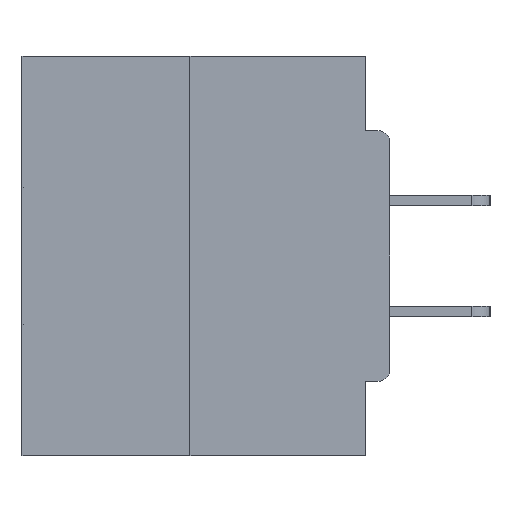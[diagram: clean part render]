
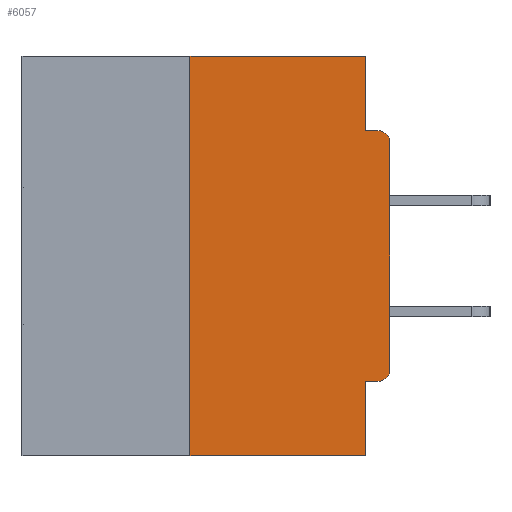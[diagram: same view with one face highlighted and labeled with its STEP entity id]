
A CAD part, left-side view. The second image highlights one B-rep face of the part: STEP entity #6057.
In plain terms, the highlighted planar face has unit normal (-1, 0, 0).
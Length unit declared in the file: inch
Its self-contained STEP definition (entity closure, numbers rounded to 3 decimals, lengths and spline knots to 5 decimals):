
#168 = EDGE_CURVE ( 'NONE', #21660, #28915, #32228, .T. ) ;
#243 = AXIS2_PLACEMENT_3D ( 'NONE', #36789, #33235, #30481 ) ;
#259 = VERTEX_POINT ( 'NONE', #1738 ) ;
#302 = CARTESIAN_POINT ( 'NONE',  ( 0., 0.031, 0. ) ) ;
#392 = LINE ( 'NONE', #12434, #2595 ) ;
#1053 = ORIENTED_EDGE ( 'NONE', *, *, #28950, .T. ) ;
#1630 = EDGE_CURVE ( 'NONE', #34056, #2731, #392, .T. ) ;
#1738 = CARTESIAN_POINT ( 'NONE',  ( 0., 0., -0.1085 ) ) ;
#1889 = LINE ( 'NONE', #26205, #19453 ) ;
#1963 = DIRECTION ( 'NONE',  ( 0., -1., 0. ) ) ;
#2344 = LINE ( 'NONE', #26471, #16590 ) ;
#2595 = VECTOR ( 'NONE', #6884, 39.37008 ) ;
#2596 = VERTEX_POINT ( 'NONE', #14186 ) ;
#2731 = VERTEX_POINT ( 'NONE', #23281 ) ;
#2815 = DIRECTION ( 'NONE',  ( 0., 0., 1. ) ) ;
#3313 = CARTESIAN_POINT ( 'NONE',  ( 0., 0., -0.3915 ) ) ;
#4004 = CIRCLE ( 'NONE', #243, 0.015 ) ;
#4467 = CARTESIAN_POINT ( 'NONE',  ( 0., 0.031, -0.0935 ) ) ;
#4926 = EDGE_CURVE ( 'NONE', #25708, #14132, #5977, .T. ) ;
#5703 = DIRECTION ( 'NONE',  ( 0., 1., 0. ) ) ;
#5788 = CARTESIAN_POINT ( 'NONE',  ( 0., 0.031, -0.4065 ) ) ;
#5977 = LINE ( 'NONE', #8741, #13649 ) ;
#6057 = ADVANCED_FACE ( 'NONE', ( #12971 ), #25048, .F. ) ;
#6749 = DIRECTION ( 'NONE',  ( 0., 0., -1. ) ) ;
#6884 = DIRECTION ( 'NONE',  ( 0., -1., 0. ) ) ;
#7029 = CARTESIAN_POINT ( 'NONE',  ( 0., 0.031, -0.5 ) ) ;
#7040 = ORIENTED_EDGE ( 'NONE', *, *, #4926, .F. ) ;
#7126 = EDGE_CURVE ( 'NONE', #7137, #259, #28068, .T. ) ;
#7137 = VERTEX_POINT ( 'NONE', #3313 ) ;
#7335 = CARTESIAN_POINT ( 'NONE',  ( 0., 0.25, -0.5 ) ) ;
#8674 = CIRCLE ( 'NONE', #29547, 0.015 ) ;
#8741 = CARTESIAN_POINT ( 'NONE',  ( 0., 0.25, 0. ) ) ;
#8851 = CARTESIAN_POINT ( 'NONE',  ( 0., 0., -0.4065 ) ) ;
#8934 = DIRECTION ( 'NONE',  ( -1., 0., 0. ) ) ;
#9276 = ORIENTED_EDGE ( 'NONE', *, *, #1630, .F. ) ;
#9843 = DIRECTION ( 'NONE',  ( 0., 0., 1. ) ) ;
#9989 = DIRECTION ( 'NONE',  ( 1., 0., 0. ) ) ;
#11073 = EDGE_CURVE ( 'NONE', #259, #2731, #4004, .T. ) ;
#12119 = AXIS2_PLACEMENT_3D ( 'NONE', #37109, #9989, #34127 ) ;
#12434 = CARTESIAN_POINT ( 'NONE',  ( 0., 0., -0.0935 ) ) ;
#12711 = CARTESIAN_POINT ( 'NONE',  ( 0., 0.015, -0.4065 ) ) ;
#12923 = LINE ( 'NONE', #19213, #23039 ) ;
#12971 = FACE_OUTER_BOUND ( 'NONE', #15264, .T. ) ;
#13621 = ORIENTED_EDGE ( 'NONE', *, *, #26456, .F. ) ;
#13649 = VECTOR ( 'NONE', #2815, 39.37008 ) ;
#14132 = VERTEX_POINT ( 'NONE', #35973 ) ;
#14186 = CARTESIAN_POINT ( 'NONE',  ( 0., 0.031, 0. ) ) ;
#14317 = DIRECTION ( 'NONE',  ( 0., -1., 0. ) ) ;
#15264 = EDGE_LOOP ( 'NONE', ( #19173, #7040, #33268, #22390, #23786, #1053, #37450, #18474, #9276, #13621 ) ) ;
#16011 = VECTOR ( 'NONE', #9843, 39.37008 ) ;
#16590 = VECTOR ( 'NONE', #1963, 39.37008 ) ;
#18474 = ORIENTED_EDGE ( 'NONE', *, *, #11073, .T. ) ;
#19173 = ORIENTED_EDGE ( 'NONE', *, *, #21800, .F. ) ;
#19213 = CARTESIAN_POINT ( 'NONE',  ( 0., 0.031, -0.5 ) ) ;
#19453 = VECTOR ( 'NONE', #14317, 39.37008 ) ;
#21398 = LINE ( 'NONE', #302, #32561 ) ;
#21660 = VERTEX_POINT ( 'NONE', #12711 ) ;
#21800 = EDGE_CURVE ( 'NONE', #14132, #2596, #2344, .T. ) ;
#22390 = ORIENTED_EDGE ( 'NONE', *, *, #34421, .F. ) ;
#23039 = VECTOR ( 'NONE', #31330, 39.37008 ) ;
#23281 = CARTESIAN_POINT ( 'NONE',  ( 0., 0.015, -0.0935 ) ) ;
#23786 = ORIENTED_EDGE ( 'NONE', *, *, #168, .F. ) ;
#25048 = PLANE ( 'NONE',  #12119 ) ;
#25708 = VERTEX_POINT ( 'NONE', #7335 ) ;
#26205 = CARTESIAN_POINT ( 'NONE',  ( 0., 0.46, -0.5 ) ) ;
#26456 = EDGE_CURVE ( 'NONE', #2596, #34056, #21398, .T. ) ;
#26471 = CARTESIAN_POINT ( 'NONE',  ( 0., 0.46, 0. ) ) ;
#27785 = DIRECTION ( 'NONE',  ( 0., 0., -1. ) ) ;
#27924 = VECTOR ( 'NONE', #5703, 39.37008 ) ;
#28068 = LINE ( 'NONE', #30633, #16011 ) ;
#28915 = VERTEX_POINT ( 'NONE', #5788 ) ;
#28950 = EDGE_CURVE ( 'NONE', #21660, #7137, #8674, .T. ) ;
#29547 = AXIS2_PLACEMENT_3D ( 'NONE', #36045, #8934, #6749 ) ;
#30063 = EDGE_CURVE ( 'NONE', #25708, #38027, #1889, .T. ) ;
#30481 = DIRECTION ( 'NONE',  ( 0., 0., -1. ) ) ;
#30633 = CARTESIAN_POINT ( 'NONE',  ( 0., 0., 0. ) ) ;
#31330 = DIRECTION ( 'NONE',  ( 0., 0., -1. ) ) ;
#32228 = LINE ( 'NONE', #8851, #27924 ) ;
#32561 = VECTOR ( 'NONE', #27785, 39.37008 ) ;
#33235 = DIRECTION ( 'NONE',  ( -1., 0., 0. ) ) ;
#33268 = ORIENTED_EDGE ( 'NONE', *, *, #30063, .T. ) ;
#34056 = VERTEX_POINT ( 'NONE', #4467 ) ;
#34127 = DIRECTION ( 'NONE',  ( 0., 0., -1. ) ) ;
#34421 = EDGE_CURVE ( 'NONE', #28915, #38027, #12923, .T. ) ;
#35973 = CARTESIAN_POINT ( 'NONE',  ( 0., 0.25, 0. ) ) ;
#36045 = CARTESIAN_POINT ( 'NONE',  ( 0., 0.015, -0.3915 ) ) ;
#36789 = CARTESIAN_POINT ( 'NONE',  ( 0., 0.015, -0.1085 ) ) ;
#37109 = CARTESIAN_POINT ( 'NONE',  ( 0., 0.46, 0. ) ) ;
#37450 = ORIENTED_EDGE ( 'NONE', *, *, #7126, .T. ) ;
#38027 = VERTEX_POINT ( 'NONE', #7029 ) ;
